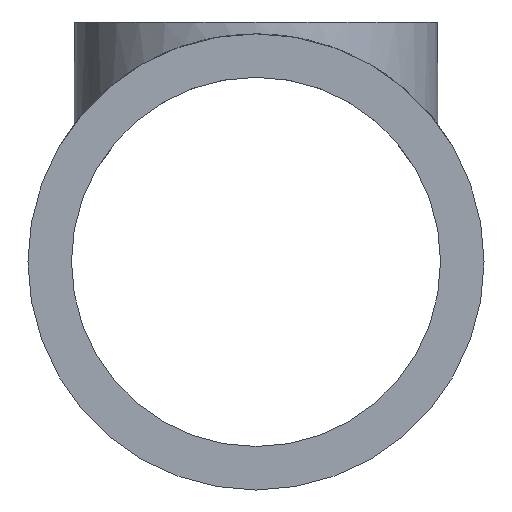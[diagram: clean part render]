
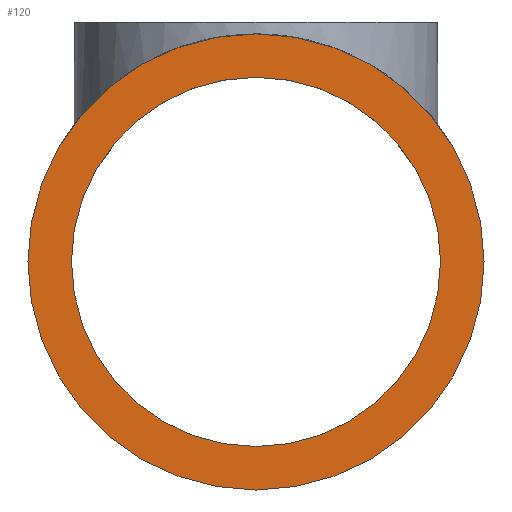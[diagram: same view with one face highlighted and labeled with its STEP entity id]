
A CAD part, left-side view. The second image highlights one B-rep face of the part: STEP entity #120.
In plain terms, the highlighted planar face has unit normal (-1, 0, 0).
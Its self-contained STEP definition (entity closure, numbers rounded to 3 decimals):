
#16=PLANE('',#151);
#20=FACE_BOUND('',#37,.T.);
#27=FACE_OUTER_BOUND('',#36,.T.);
#36=EDGE_LOOP('',(#102));
#37=EDGE_LOOP('',(#103));
#43=CIRCLE('',#146,7.);
#46=CIRCLE('',#152,8.65);
#63=VERTEX_POINT('',#240);
#68=VERTEX_POINT('',#297);
#74=EDGE_CURVE('',#63,#63,#43,.T.);
#81=EDGE_CURVE('',#68,#68,#46,.T.);
#102=ORIENTED_EDGE('',*,*,#81,.T.);
#103=ORIENTED_EDGE('',*,*,#74,.T.);
#120=ADVANCED_FACE('',(#27,#20),#16,.F.);
#146=AXIS2_PLACEMENT_3D('',#241,#165,#166);
#151=AXIS2_PLACEMENT_3D('',#296,#177,#178);
#152=AXIS2_PLACEMENT_3D('',#298,#179,#180);
#165=DIRECTION('center_axis',(1.,0.,0.));
#166=DIRECTION('ref_axis',(0.,1.,0.));
#177=DIRECTION('center_axis',(1.,0.,0.));
#178=DIRECTION('ref_axis',(0.,0.,-1.));
#179=DIRECTION('center_axis',(-1.,0.,0.));
#180=DIRECTION('ref_axis',(0.,1.,0.));
#240=CARTESIAN_POINT('',(-38.1,-7.,0.));
#241=CARTESIAN_POINT('Origin',(-38.1,0.,0.));
#296=CARTESIAN_POINT('Origin',(-38.1,0.,0.));
#297=CARTESIAN_POINT('',(-38.1,-8.65,0.));
#298=CARTESIAN_POINT('Origin',(-38.1,0.,0.));
